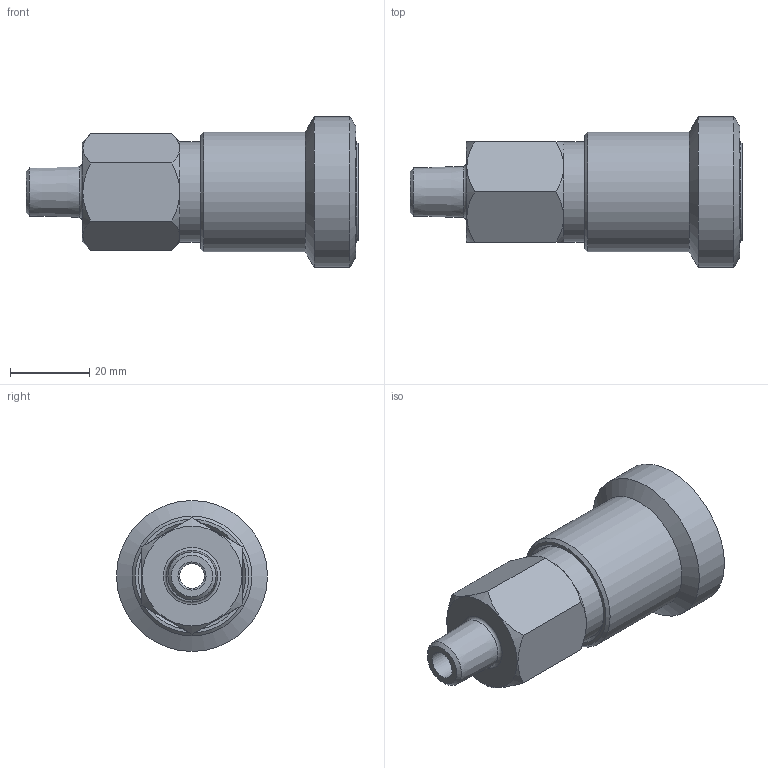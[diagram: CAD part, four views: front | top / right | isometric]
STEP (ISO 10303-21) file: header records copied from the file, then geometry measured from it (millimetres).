
FILE_DESCRIPTION(/* description */ (''),/* implementation_level */ '2;1');
FILE_NAME(/* name */ 'XT10042.stp',/* time_stamp */ '2013-12-02T16:57:22-06:00',/* author */ ('scottg'),/* organization */ ('FasTest,Inc.'),/* preprocessor_version */ 'ST-DEVELOPER v15.2',/* originating_system */ 'Autodesk Inventor 2014',/* authorisation */ '');
FILE_SCHEMA (('AUTOMOTIVE_DESIGN { 1 0 10303 214 3 1 1 }'));
Length unit declared in the file: inch
Products named in the file (1): XT10042
Bounding box: 83.82 x 38.1 x 38.1 mm (x, y, z)
Volume: 43585.7 mm3; surface area: 21853.6 mm2
Topology: 2 solids, 5 shells, 74 faces, 142 edges, 86 vertices
Faces by surface type: cylinder 23, cone 20, plane 19, sphere 6, torus 6
Full cylindrical faces by diameter (mm): 6.248 x1, 7.112 x1, 9.55 x2, 10.541 x2, 11.557 x1, 15.545 x1, 18.644 x1, 24.257 x1, 25.298 x2, 25.603 x4, 25.959 x1, 26.365 x2, 27.94 x1, 28.956 x1, 30.226 x1, 38.1 x1
Entity records: 1782 total; most frequent: CARTESIAN_POINT 503, DIRECTION 272, ORIENTED_EDGE 170, EDGE_LOOP 142, AXIS2_PLACEMENT_3D 133, FACE_BOUND 82, EDGE_CURVE 82, VERTEX_POINT 76
